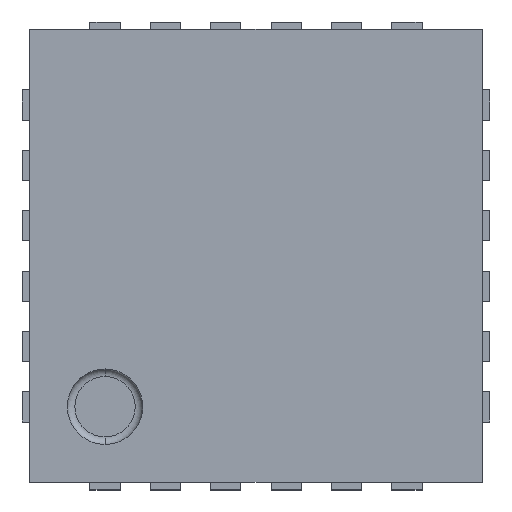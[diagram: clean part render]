
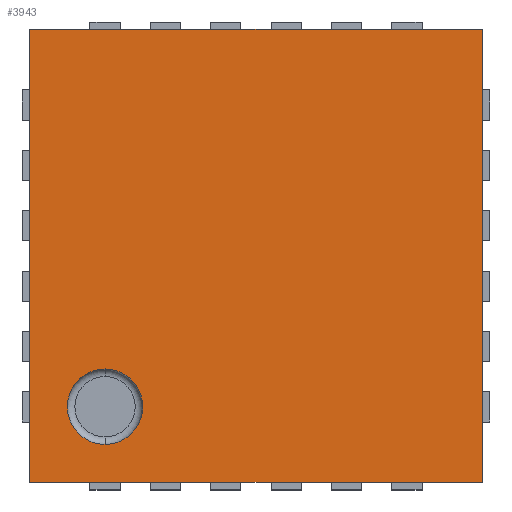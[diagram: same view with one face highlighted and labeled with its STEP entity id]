
A CAD part, top view. The second image highlights one B-rep face of the part: STEP entity #3943.
In plain terms, the highlighted planar face has unit normal (0, 0, 1).
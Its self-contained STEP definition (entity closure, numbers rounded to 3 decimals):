
#1004 = VERTEX_POINT('',#1005);
#1005 = CARTESIAN_POINT('',(-1.5,-1.5,0.95));
#1011 = EDGE_CURVE('',#1004,#1012,#1014,.T.);
#1012 = VERTEX_POINT('',#1013);
#1013 = CARTESIAN_POINT('',(1.5,-1.5,0.95));
#1014 = LINE('',#1015,#1016);
#1015 = CARTESIAN_POINT('',(1.5,-1.5,0.95));
#1016 = VECTOR('',#1017,1.);
#1017 = DIRECTION('',(1.,0.,0.));
#1265 = VERTEX_POINT('',#1266);
#1266 = CARTESIAN_POINT('',(1.5,1.5,0.95));
#1272 = EDGE_CURVE('',#1265,#1273,#1275,.T.);
#1273 = VERTEX_POINT('',#1274);
#1274 = CARTESIAN_POINT('',(-1.5,1.5,0.95));
#1275 = LINE('',#1276,#1277);
#1276 = CARTESIAN_POINT('',(1.5,1.5,0.95));
#1277 = VECTOR('',#1278,1.);
#1278 = DIRECTION('',(-1.,0.,0.));
#1905 = EDGE_CURVE('',#1012,#1265,#1906,.T.);
#1906 = LINE('',#1907,#1908);
#1907 = CARTESIAN_POINT('',(1.5,-1.5,0.95));
#1908 = VECTOR('',#1909,1.);
#1909 = DIRECTION('',(0.,1.,0.));
#3127 = EDGE_CURVE('',#1273,#1004,#3128,.T.);
#3128 = LINE('',#3129,#3130);
#3129 = CARTESIAN_POINT('',(-1.5,-1.5,0.95));
#3130 = VECTOR('',#3131,1.);
#3131 = DIRECTION('',(0.,-1.,0.));
#3943 = ADVANCED_FACE('',(#3944,#3964),#3970,.T.);
#3944 = FACE_BOUND('',#3945,.T.);
#3945 = EDGE_LOOP('',(#3946,#3957));
#3946 = ORIENTED_EDGE('',*,*,#3947,.F.);
#3947 = EDGE_CURVE('',#3948,#3950,#3952,.T.);
#3948 = VERTEX_POINT('',#3949);
#3949 = CARTESIAN_POINT('',(-1.,-1.25,0.95));
#3950 = VERTEX_POINT('',#3951);
#3951 = CARTESIAN_POINT('',(-1.,-0.75,0.95));
#3952 = CIRCLE('',#3953,0.25);
#3953 = AXIS2_PLACEMENT_3D('',#3954,#3955,#3956);
#3954 = CARTESIAN_POINT('',(-1.,-1.,0.95));
#3955 = DIRECTION('',(0.,0.,1.));
#3956 = DIRECTION('',(0.,-1.,0.));
#3957 = ORIENTED_EDGE('',*,*,#3958,.F.);
#3958 = EDGE_CURVE('',#3950,#3948,#3959,.T.);
#3959 = CIRCLE('',#3960,0.25);
#3960 = AXIS2_PLACEMENT_3D('',#3961,#3962,#3963);
#3961 = CARTESIAN_POINT('',(-1.,-1.,0.95));
#3962 = DIRECTION('',(0.,0.,1.));
#3963 = DIRECTION('',(0.,-1.,0.));
#3964 = FACE_BOUND('',#3965,.T.);
#3965 = EDGE_LOOP('',(#3966,#3967,#3968,#3969));
#3966 = ORIENTED_EDGE('',*,*,#3127,.T.);
#3967 = ORIENTED_EDGE('',*,*,#1011,.T.);
#3968 = ORIENTED_EDGE('',*,*,#1905,.T.);
#3969 = ORIENTED_EDGE('',*,*,#1272,.T.);
#3970 = PLANE('',#3971);
#3971 = AXIS2_PLACEMENT_3D('',#3972,#3973,#3974);
#3972 = CARTESIAN_POINT('',(0.,0.,0.95));
#3973 = DIRECTION('',(0.,0.,1.));
#3974 = DIRECTION('',(0.,-1.,0.));
